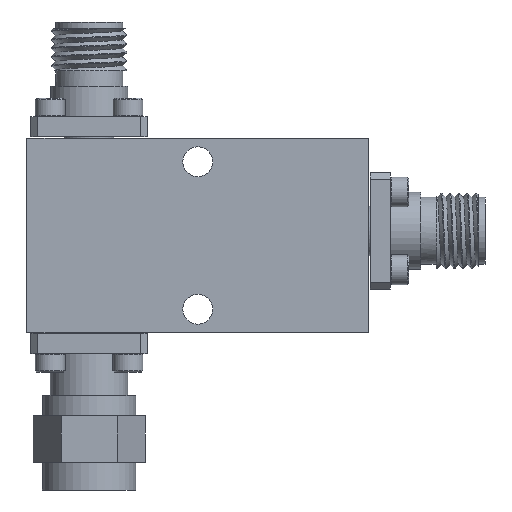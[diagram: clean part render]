
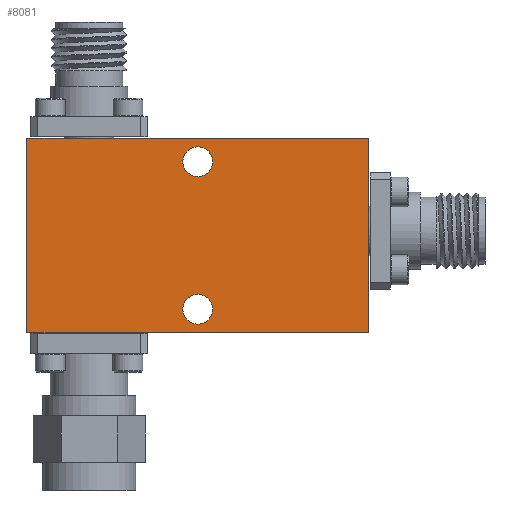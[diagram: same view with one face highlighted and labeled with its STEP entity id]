
A CAD part, front view. The second image highlights one B-rep face of the part: STEP entity #8081.
In plain terms, the highlighted planar face has unit normal (0, -1, 0).
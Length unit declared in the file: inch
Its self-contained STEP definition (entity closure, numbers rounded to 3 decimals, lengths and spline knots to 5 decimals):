
#118 = FACE_OUTER_BOUND ( 'NONE', #29914, .T. ) ;
#4236 = CARTESIAN_POINT ( 'NONE',  ( 0.04191, 0.01313, 0.20022 ) ) ;
#7547 = CARTESIAN_POINT ( 'NONE',  ( 0.04191, 0.01313, 0.82522 ) ) ;
#7776 = DIRECTION ( 'NONE',  ( 0., 0., -1. ) ) ;
#7940 = EDGE_CURVE ( 'NONE', #50429, #8472, #15477, .T. ) ;
#8081 = ADVANCED_FACE ( 'NONE', ( #22759, #42191, #118 ), #49806, .T. ) ;
#8472 = VERTEX_POINT ( 'NONE', #19309 ) ;
#9016 = ORIENTED_EDGE ( 'NONE', *, *, #36705, .F. ) ;
#10838 = CARTESIAN_POINT ( 'NONE',  ( 0.24191, 0.01313, 0.51272 ) ) ;
#11399 = ORIENTED_EDGE ( 'NONE', *, *, #28149, .F. ) ;
#12053 = VERTEX_POINT ( 'NONE', #28010 ) ;
#12273 = VERTEX_POINT ( 'NONE', #42980 ) ;
#13077 = AXIS2_PLACEMENT_3D ( 'NONE', #42419, #46454, #7776 ) ;
#13928 = AXIS2_PLACEMENT_3D ( 'NONE', #21367, #48493, #36653 ) ;
#14291 = VECTOR ( 'NONE', #33817, 39.37008 ) ;
#14342 = EDGE_CURVE ( 'NONE', #29520, #29520, #47013, .T. ) ;
#15477 = LINE ( 'NONE', #49170, #14291 ) ;
#16302 = EDGE_CURVE ( 'NONE', #22113, #12053, #44167, .T. ) ;
#17682 = ORIENTED_EDGE ( 'NONE', *, *, #14342, .F. ) ;
#19309 = CARTESIAN_POINT ( 'NONE',  ( 1.14191, 0.01313, 0.20022 ) ) ;
#21367 = CARTESIAN_POINT ( 'NONE',  ( 0.59191, 0.01313, 0.27522 ) ) ;
#22113 = VERTEX_POINT ( 'NONE', #4236 ) ;
#22357 = DIRECTION ( 'NONE',  ( 0., 0., -1. ) ) ;
#22759 = FACE_BOUND ( 'NONE', #23773, .T. ) ;
#23287 = CARTESIAN_POINT ( 'NONE',  ( 0.04191, 0.01313, 0.82522 ) ) ;
#23773 = EDGE_LOOP ( 'NONE', ( #41581 ) ) ;
#24006 = CARTESIAN_POINT ( 'NONE',  ( 0.04191, 0.01313, 0.20022 ) ) ;
#27413 = CIRCLE ( 'NONE', #13077, 0.048 ) ;
#27704 = DIRECTION ( 'NONE',  ( 1., 0., 0. ) ) ;
#27750 = DIRECTION ( 'NONE',  ( 0., 0., 1. ) ) ;
#28010 = CARTESIAN_POINT ( 'NONE',  ( 0.04191, 0.01313, 0.82522 ) ) ;
#28149 = EDGE_CURVE ( 'NONE', #8472, #22113, #38510, .T. ) ;
#29406 = LINE ( 'NONE', #23287, #37863 ) ;
#29520 = VERTEX_POINT ( 'NONE', #37736 ) ;
#29914 = EDGE_LOOP ( 'NONE', ( #47526, #9016, #50314, #11399 ) ) ;
#29992 = AXIS2_PLACEMENT_3D ( 'NONE', #10838, #34109, #22357 ) ;
#33817 = DIRECTION ( 'NONE',  ( 0., 0., -1. ) ) ;
#34109 = DIRECTION ( 'NONE',  ( 0., -1., 0. ) ) ;
#36653 = DIRECTION ( 'NONE',  ( 0., 0., -1. ) ) ;
#36705 = EDGE_CURVE ( 'NONE', #12053, #50429, #29406, .T. ) ;
#37736 = CARTESIAN_POINT ( 'NONE',  ( 0.59191, 0.01313, 0.22722 ) ) ;
#37863 = VECTOR ( 'NONE', #27704, 39.37008 ) ;
#38097 = VECTOR ( 'NONE', #27750, 39.37008 ) ;
#38510 = LINE ( 'NONE', #24006, #43943 ) ;
#39596 = DIRECTION ( 'NONE',  ( -1., 0., 0. ) ) ;
#40292 = EDGE_LOOP ( 'NONE', ( #17682 ) ) ;
#41026 = EDGE_CURVE ( 'NONE', #12273, #12273, #27413, .T. ) ;
#41581 = ORIENTED_EDGE ( 'NONE', *, *, #41026, .F. ) ;
#42191 = FACE_BOUND ( 'NONE', #40292, .T. ) ;
#42419 = CARTESIAN_POINT ( 'NONE',  ( 0.59191, 0.01313, 0.75022 ) ) ;
#42980 = CARTESIAN_POINT ( 'NONE',  ( 0.59191, 0.01313, 0.70222 ) ) ;
#43943 = VECTOR ( 'NONE', #39596, 39.37008 ) ;
#44167 = LINE ( 'NONE', #7547, #38097 ) ;
#46454 = DIRECTION ( 'NONE',  ( 0., -1., 0. ) ) ;
#47013 = CIRCLE ( 'NONE', #13928, 0.048 ) ;
#47526 = ORIENTED_EDGE ( 'NONE', *, *, #7940, .F. ) ;
#48493 = DIRECTION ( 'NONE',  ( 0., -1., 0. ) ) ;
#49082 = CARTESIAN_POINT ( 'NONE',  ( 1.14191, 0.01313, 0.82522 ) ) ;
#49170 = CARTESIAN_POINT ( 'NONE',  ( 1.14191, 0.01313, 0.82522 ) ) ;
#49806 = PLANE ( 'NONE',  #29992 ) ;
#50314 = ORIENTED_EDGE ( 'NONE', *, *, #16302, .F. ) ;
#50429 = VERTEX_POINT ( 'NONE', #49082 ) ;
